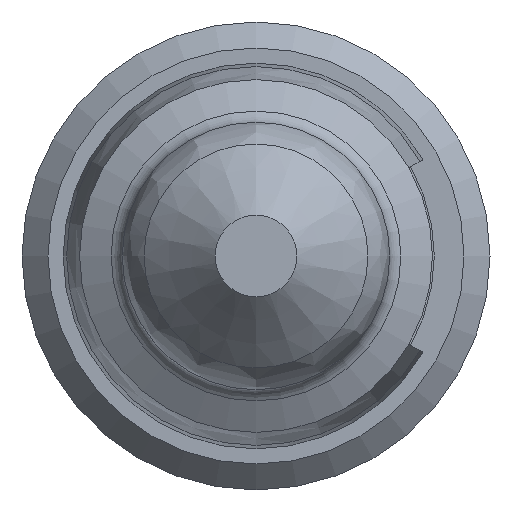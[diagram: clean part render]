
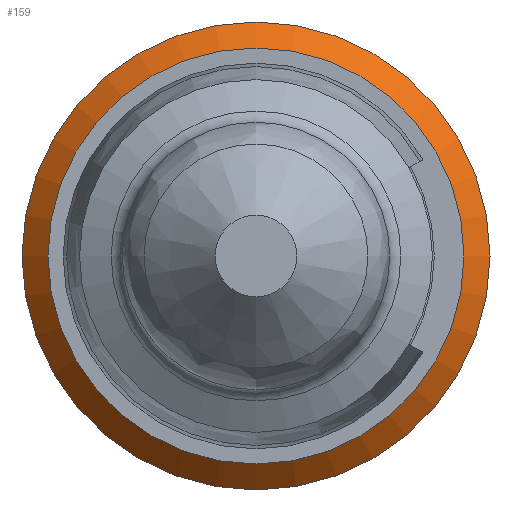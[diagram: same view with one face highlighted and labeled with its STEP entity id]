
A CAD part, front view. The second image highlights one B-rep face of the part: STEP entity #159.
In plain terms, the highlighted conical face has half-angle 45 degrees and reference radius 3.15 mm.
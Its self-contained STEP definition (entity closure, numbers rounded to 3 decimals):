
#79=FACE_BOUND('',#211,.T.);
#80=FACE_BOUND('',#212,.T.);
#118=CONICAL_SURFACE('',#457,3.15,45.);
#159=ADVANCED_FACE('F10',(#79,#80),#118,.T.);
#211=EDGE_LOOP('',(#289));
#212=EDGE_LOOP('',(#290));
#289=ORIENTED_EDGE('',*,*,#376,.T.);
#290=ORIENTED_EDGE('',*,*,#375,.F.);
#336=VERTEX_POINT('',#706);
#337=VERTEX_POINT('',#709);
#375=EDGE_CURVE('E24',#336,#336,#406,.T.);
#376=EDGE_CURVE('E22',#337,#337,#407,.T.);
#406=CIRCLE('',#454,2.8);
#407=CIRCLE('',#456,3.15);
#454=AXIS2_PLACEMENT_3D('',#705,#559,#560);
#456=AXIS2_PLACEMENT_3D('',#708,#563,#564);
#457=AXIS2_PLACEMENT_3D('',#710,#565,#566);
#559=DIRECTION('',(0.,-1.,0.));
#560=DIRECTION('',(0.,0.,-1.));
#563=DIRECTION('',(0.,-1.,0.));
#564=DIRECTION('',(-1.,0.,0.));
#565=DIRECTION('',(0.,1.,0.));
#566=DIRECTION('',(-1.,0.,0.));
#705=CARTESIAN_POINT('',(-3.354,55.776,0.));
#706=CARTESIAN_POINT('',(-3.354,55.776,-2.8));
#708=CARTESIAN_POINT('',(-3.354,56.126,0.));
#709=CARTESIAN_POINT('',(-6.504,56.126,0.));
#710=CARTESIAN_POINT('',(-3.354,56.126,0.));
